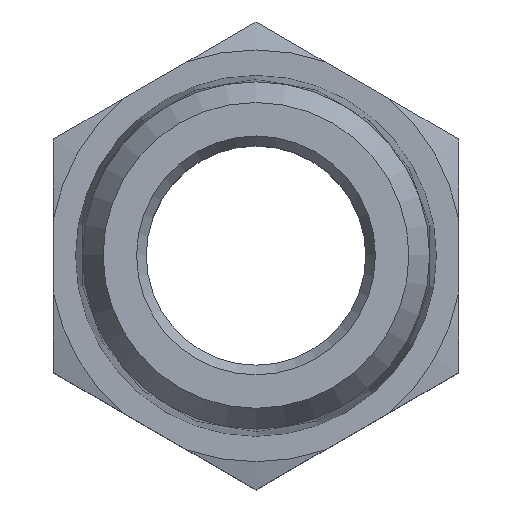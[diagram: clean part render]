
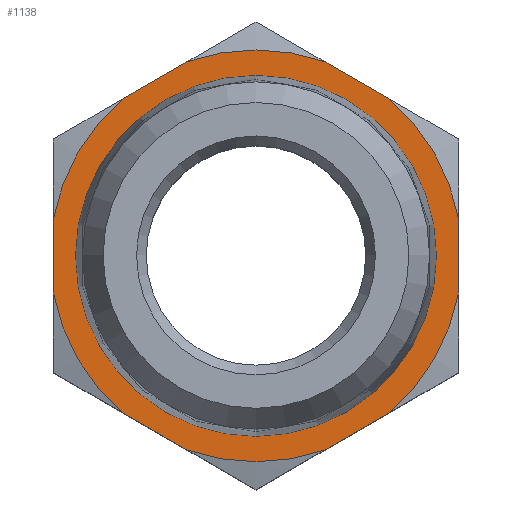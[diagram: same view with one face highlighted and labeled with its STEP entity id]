
A CAD part, top view. The second image highlights one B-rep face of the part: STEP entity #1138.
In plain terms, the highlighted planar face has unit normal (0, 0, 1).
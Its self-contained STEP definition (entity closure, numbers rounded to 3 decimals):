
#32=PLANE('',#1269);
#143=CIRCLE('',#1268,10.69);
#144=CIRCLE('',#1270,12.2);
#145=CIRCLE('',#1271,12.2);
#146=CIRCLE('',#1272,12.2);
#147=CIRCLE('',#1273,12.2);
#148=CIRCLE('',#1274,12.2);
#149=CIRCLE('',#1275,12.2);
#341=ORIENTED_EDGE('',*,*,#620,.F.);
#342=ORIENTED_EDGE('',*,*,#621,.T.);
#343=ORIENTED_EDGE('',*,*,#595,.T.);
#344=ORIENTED_EDGE('',*,*,#622,.T.);
#345=ORIENTED_EDGE('',*,*,#615,.T.);
#346=ORIENTED_EDGE('',*,*,#623,.T.);
#347=ORIENTED_EDGE('',*,*,#611,.T.);
#348=ORIENTED_EDGE('',*,*,#624,.T.);
#349=ORIENTED_EDGE('',*,*,#607,.T.);
#350=ORIENTED_EDGE('',*,*,#625,.T.);
#351=ORIENTED_EDGE('',*,*,#603,.T.);
#352=ORIENTED_EDGE('',*,*,#626,.T.);
#353=ORIENTED_EDGE('',*,*,#599,.T.);
#595=EDGE_CURVE('',#744,#743,#810,.T.);
#599=EDGE_CURVE('',#747,#746,#812,.T.);
#603=EDGE_CURVE('',#750,#749,#814,.T.);
#607=EDGE_CURVE('',#753,#752,#816,.T.);
#611=EDGE_CURVE('',#756,#755,#818,.T.);
#615=EDGE_CURVE('',#759,#758,#820,.T.);
#620=EDGE_CURVE('',#763,#763,#143,.T.);
#621=EDGE_CURVE('',#746,#744,#144,.T.);
#622=EDGE_CURVE('',#743,#759,#145,.T.);
#623=EDGE_CURVE('',#758,#756,#146,.T.);
#624=EDGE_CURVE('',#755,#753,#147,.T.);
#625=EDGE_CURVE('',#752,#750,#148,.T.);
#626=EDGE_CURVE('',#749,#747,#149,.T.);
#743=VERTEX_POINT('',#1903);
#744=VERTEX_POINT('',#1905);
#746=VERTEX_POINT('',#1917);
#747=VERTEX_POINT('',#1919);
#749=VERTEX_POINT('',#1931);
#750=VERTEX_POINT('',#1933);
#752=VERTEX_POINT('',#1945);
#753=VERTEX_POINT('',#1947);
#755=VERTEX_POINT('',#1959);
#756=VERTEX_POINT('',#1961);
#758=VERTEX_POINT('',#1973);
#759=VERTEX_POINT('',#1975);
#763=VERTEX_POINT('',#1990);
#810=LINE('',#1904,#888);
#812=LINE('',#1918,#890);
#814=LINE('',#1932,#892);
#816=LINE('',#1946,#894);
#818=LINE('',#1960,#896);
#820=LINE('',#1974,#898);
#888=VECTOR('',#1506,1000.);
#890=VECTOR('',#1510,1000.);
#892=VECTOR('',#1514,1000.);
#894=VECTOR('',#1518,1000.);
#896=VECTOR('',#1522,1000.);
#898=VECTOR('',#1526,1000.);
#971=EDGE_LOOP('',(#341));
#972=EDGE_LOOP('',(#342,#343,#344,#345,#346,#347,#348,#349,#350,#351,#352,
#353));
#1053=FACE_BOUND('',#971,.T.);
#1054=FACE_BOUND('',#972,.T.);
#1138=ADVANCED_FACE('',(#1053,#1054),#32,.F.);
#1268=AXIS2_PLACEMENT_3D('',#1989,#1539,#1540);
#1269=AXIS2_PLACEMENT_3D('',#1991,#1541,#1542);
#1270=AXIS2_PLACEMENT_3D('',#1992,#1543,#1544);
#1271=AXIS2_PLACEMENT_3D('',#1993,#1545,#1546);
#1272=AXIS2_PLACEMENT_3D('',#1994,#1547,#1548);
#1273=AXIS2_PLACEMENT_3D('',#1995,#1549,#1550);
#1274=AXIS2_PLACEMENT_3D('',#1996,#1551,#1552);
#1275=AXIS2_PLACEMENT_3D('',#1997,#1553,#1554);
#1506=DIRECTION('',(0.,-1.,0.));
#1510=DIRECTION('',(-0.866,-0.5,0.));
#1514=DIRECTION('',(-0.866,0.5,0.));
#1518=DIRECTION('',(0.,1.,0.));
#1522=DIRECTION('',(0.866,0.5,0.));
#1526=DIRECTION('',(0.866,-0.5,0.));
#1539=DIRECTION('',(0.,0.,1.));
#1540=DIRECTION('',(0.,-1.,0.));
#1541=DIRECTION('',(0.,0.,-1.));
#1542=DIRECTION('',(0.,1.,0.));
#1543=DIRECTION('',(0.,0.,1.));
#1544=DIRECTION('',(0.,-1.,0.));
#1545=DIRECTION('',(0.,0.,1.));
#1546=DIRECTION('',(0.,-1.,0.));
#1547=DIRECTION('',(0.,0.,1.));
#1548=DIRECTION('',(0.,-1.,0.));
#1549=DIRECTION('',(0.,0.,1.));
#1550=DIRECTION('',(0.,-1.,0.));
#1551=DIRECTION('',(0.,0.,1.));
#1552=DIRECTION('',(0.,-1.,0.));
#1553=DIRECTION('',(0.,0.,1.));
#1554=DIRECTION('',(0.,-1.,0.));
#1903=CARTESIAN_POINT('',(-12.,-2.2,34.7));
#1904=CARTESIAN_POINT('',(-12.,-12.2,34.7));
#1905=CARTESIAN_POINT('',(-12.,2.2,34.7));
#1917=CARTESIAN_POINT('',(-7.905,9.292,34.7));
#1918=CARTESIAN_POINT('',(-11.283,7.342,34.7));
#1919=CARTESIAN_POINT('',(-4.095,11.492,34.7));
#1931=CARTESIAN_POINT('',(4.095,11.492,34.7));
#1932=CARTESIAN_POINT('',(11.283,7.342,34.7));
#1933=CARTESIAN_POINT('',(7.905,9.292,34.7));
#1945=CARTESIAN_POINT('',(12.,2.2,34.7));
#1946=CARTESIAN_POINT('',(12.,-12.2,34.7));
#1947=CARTESIAN_POINT('',(12.,-2.2,34.7));
#1959=CARTESIAN_POINT('',(7.905,-9.292,34.7));
#1960=CARTESIAN_POINT('',(0.717,-13.442,34.7));
#1961=CARTESIAN_POINT('',(4.095,-11.492,34.7));
#1973=CARTESIAN_POINT('',(-4.095,-11.492,34.7));
#1974=CARTESIAN_POINT('',(-0.717,-13.442,34.7));
#1975=CARTESIAN_POINT('',(-7.905,-9.292,34.7));
#1989=CARTESIAN_POINT('',(0.,0.,34.7));
#1990=CARTESIAN_POINT('',(0.,-10.69,34.7));
#1991=CARTESIAN_POINT('',(0.,-12.2,34.7));
#1992=CARTESIAN_POINT('',(0.,0.,34.7));
#1993=CARTESIAN_POINT('',(0.,0.,34.7));
#1994=CARTESIAN_POINT('',(0.,0.,34.7));
#1995=CARTESIAN_POINT('',(0.,0.,34.7));
#1996=CARTESIAN_POINT('',(0.,0.,34.7));
#1997=CARTESIAN_POINT('',(0.,0.,34.7));
